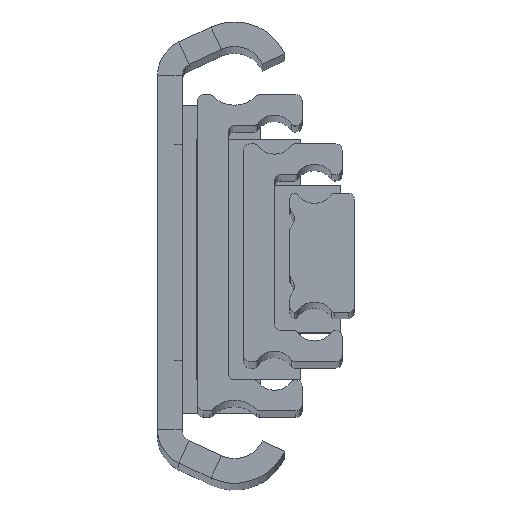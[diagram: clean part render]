
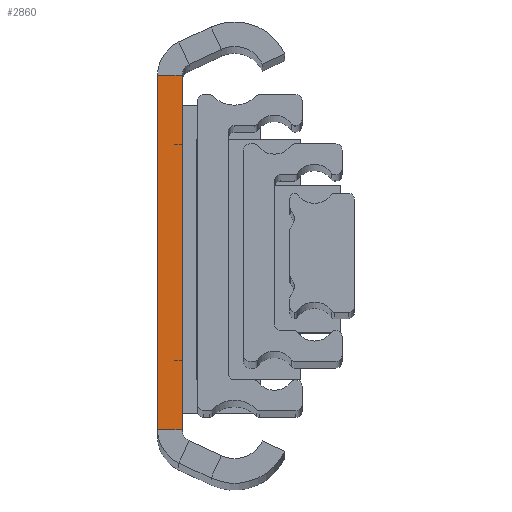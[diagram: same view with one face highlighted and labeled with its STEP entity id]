
A CAD part, top view. The second image highlights one B-rep face of the part: STEP entity #2860.
In plain terms, the highlighted planar face has unit normal (0, 0, 1).
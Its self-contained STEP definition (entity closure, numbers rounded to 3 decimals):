
#279 = VERTEX_POINT ( 'NONE', #4068 ) ;
#594 = DIRECTION ( 'NONE',  ( 0., -1., 0. ) ) ;
#1014 = EDGE_CURVE ( 'NONE', #5868, #4472, #1993, .T. ) ;
#1489 = PLANE ( 'NONE',  #5048 ) ;
#1599 = ORIENTED_EDGE ( 'NONE', *, *, #4496, .F. ) ;
#1703 = ORIENTED_EDGE ( 'NONE', *, *, #3202, .T. ) ;
#1941 = DIRECTION ( 'NONE',  ( -1., 0., 0. ) ) ;
#1993 = LINE ( 'NONE', #2152, #5142 ) ;
#2015 = CARTESIAN_POINT ( 'NONE',  ( 0., 28.779, 0. ) ) ;
#2152 = CARTESIAN_POINT ( 'NONE',  ( 0., 28.779, 0. ) ) ;
#2255 = VERTEX_POINT ( 'NONE', #5507 ) ;
#2860 = ADVANCED_FACE ( 'NONE', ( #3033 ), #1489, .F. ) ;
#2968 = VECTOR ( 'NONE', #4637, 1000. ) ;
#2994 = CARTESIAN_POINT ( 'NONE',  ( 0., 28.779, 0. ) ) ;
#3033 = FACE_OUTER_BOUND ( 'NONE', #6502, .T. ) ;
#3202 = EDGE_CURVE ( 'NONE', #2255, #5868, #6911, .T. ) ;
#3252 = CARTESIAN_POINT ( 'NONE',  ( 4., 28.779, 0. ) ) ;
#3589 = CARTESIAN_POINT ( 'NONE',  ( 0., -28.779, 0. ) ) ;
#3787 = EDGE_CURVE ( 'NONE', #279, #4472, #6761, .T. ) ;
#3936 = VECTOR ( 'NONE', #1941, 1000. ) ;
#4068 = CARTESIAN_POINT ( 'NONE',  ( 4., -28.779, 0. ) ) ;
#4209 = VECTOR ( 'NONE', #5818, 1000. ) ;
#4472 = VERTEX_POINT ( 'NONE', #6345 ) ;
#4496 = EDGE_CURVE ( 'NONE', #2255, #279, #5785, .T. ) ;
#4636 = CARTESIAN_POINT ( 'NONE',  ( 0., 28.779, 0. ) ) ;
#4637 = DIRECTION ( 'NONE',  ( -1., 0., 0. ) ) ;
#5028 = ORIENTED_EDGE ( 'NONE', *, *, #3787, .F. ) ;
#5048 = AXIS2_PLACEMENT_3D ( 'NONE', #4636, #5733, #5199 ) ;
#5142 = VECTOR ( 'NONE', #594, 1000. ) ;
#5199 = DIRECTION ( 'NONE',  ( 0., -1., 0. ) ) ;
#5507 = CARTESIAN_POINT ( 'NONE',  ( 4., 28.779, 0. ) ) ;
#5733 = DIRECTION ( 'NONE',  ( 0., 0., -1. ) ) ;
#5785 = LINE ( 'NONE', #3252, #4209 ) ;
#5818 = DIRECTION ( 'NONE',  ( 0., -1., 0. ) ) ;
#5868 = VERTEX_POINT ( 'NONE', #2994 ) ;
#5881 = ORIENTED_EDGE ( 'NONE', *, *, #1014, .T. ) ;
#6345 = CARTESIAN_POINT ( 'NONE',  ( 0., -28.779, 0. ) ) ;
#6502 = EDGE_LOOP ( 'NONE', ( #5028, #1599, #1703, #5881 ) ) ;
#6761 = LINE ( 'NONE', #3589, #2968 ) ;
#6911 = LINE ( 'NONE', #2015, #3936 ) ;
